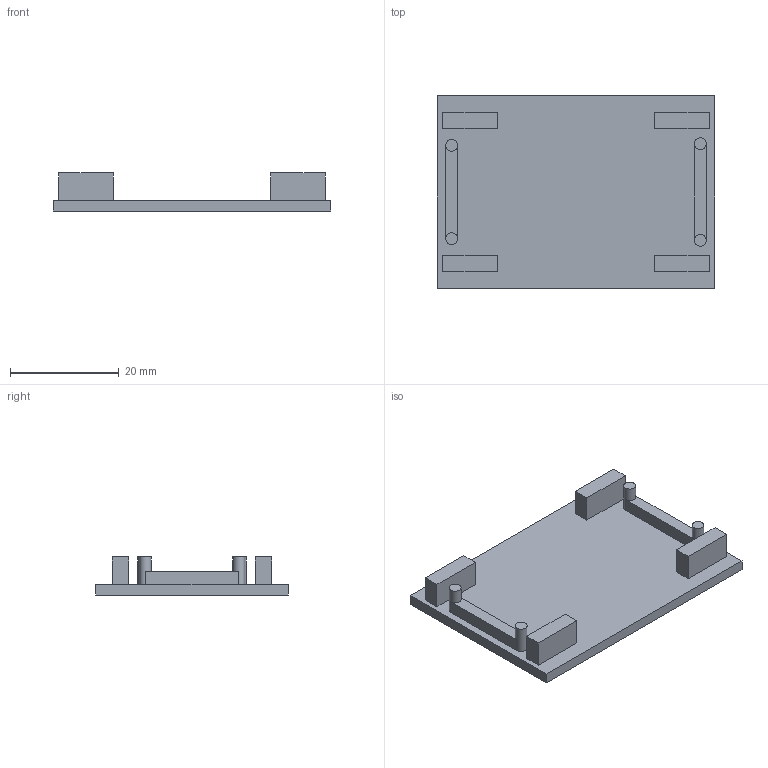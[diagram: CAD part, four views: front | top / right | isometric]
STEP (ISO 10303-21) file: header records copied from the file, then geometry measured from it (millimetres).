
FILE_DESCRIPTION(('FreeCAD Model'),'2;1');
FILE_NAME('Open CASCADE Shape Model','2024-06-28T17:56:51',(''),(''), 'Open CASCADE STEP processor 7.6','FreeCAD','Unknown');
FILE_SCHEMA(('AUTOMOTIVE_DESIGN { 1 0 10303 214 1 1 1 1 }'));
Length unit declared in the file: millimetre
Products named in the file (1): test_base_supports2_pad
Bounding box: 51 x 35.4 x 7 mm (x, y, z)
Volume: 4457.2 mm3; surface area: 4750.1 mm2
Topology: 1 solids, 1 shells, 40 faces, 92 edges, 60 vertices
Faces by surface type: plane 36, cylinder 4
Full cylindrical faces by diameter (mm): 2.2 x4
Entity records: 1138 total; most frequent: CARTESIAN_POINT 193, DIRECTION 186, ORIENTED_EDGE 184, EDGE_CURVE 92, LINE 80, VECTOR 80, VERTEX_POINT 60, AXIS2_PLACEMENT_3D 53
